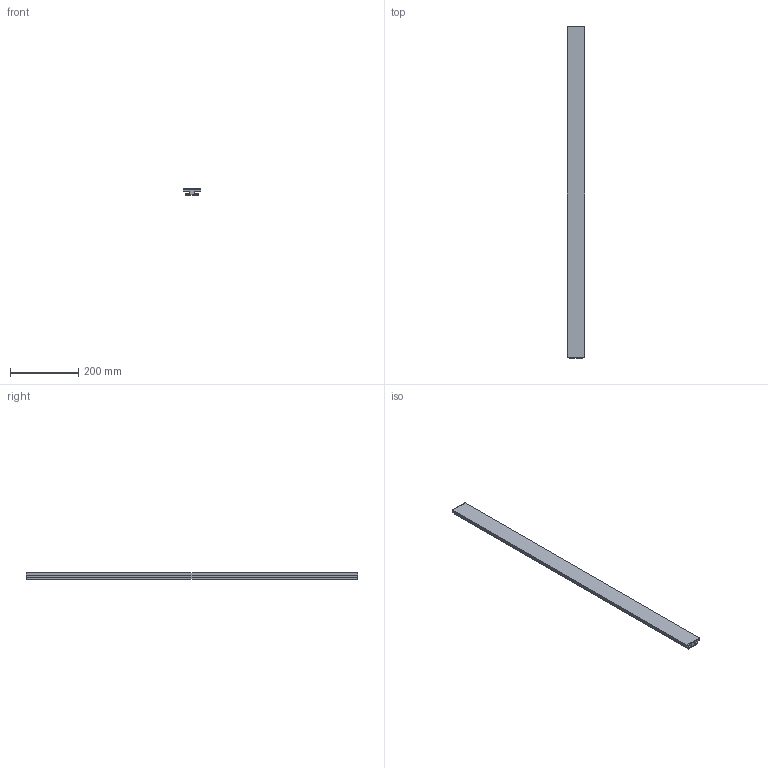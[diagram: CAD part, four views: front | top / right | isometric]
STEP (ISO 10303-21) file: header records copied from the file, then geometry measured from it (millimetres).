
FILE_DESCRIPTION(('CATIA V5 STEP Exchange','CAx-IF Rec.Pracs.--- Composite Materials ---3.4---2017-06-13'),'2;1');
FILE_NAME('DE1167 FLAT T RUBBER TRK-E.stp','2022-11-01T14:44:43+00:00',('none'),('none'),'CATIA Version 5-6 Release 2020 SP3 HF5','CATIA V5 STEP AP203 v2','none');
FILE_SCHEMA(('CONFIG_CONTROL_DESIGN'));
Length unit declared in the file: inch
Products named in the file (1): DE1167 FLAT T RUBBER TRK-E
Bounding box: 50.8 x 974.85 x 17.78 mm (x, y, z)
Volume: 595454.4 mm3; surface area: 199562 mm2
Topology: 1 solids, 1 shells, 82 faces, 240 edges, 160 vertices
Faces by surface type: plane 70, cylinder 12
Entity records: 2501 total; most frequent: ORIENTED_EDGE 480, CARTESIAN_POINT 442, DIRECTION 322, EDGE_CURVE 240, VECTOR 216, LINE 216, VERTEX_POINT 160, ADVANCED_FACE 82
